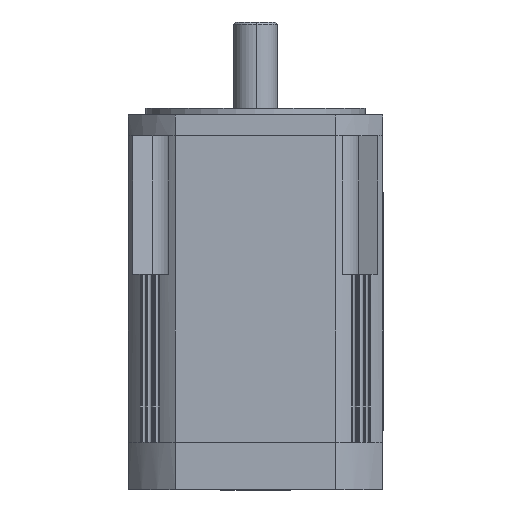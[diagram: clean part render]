
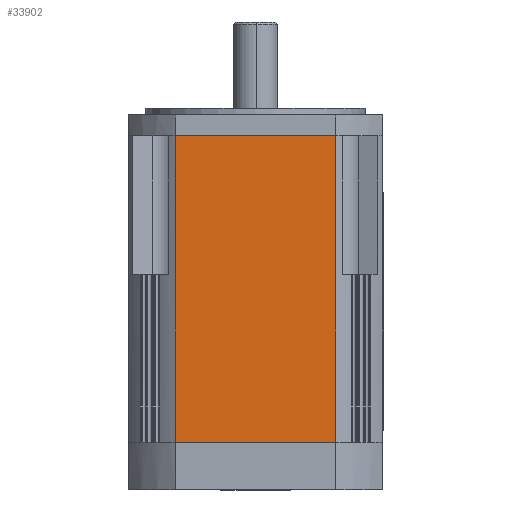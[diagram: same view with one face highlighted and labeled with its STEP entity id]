
A CAD part, front view. The second image highlights one B-rep face of the part: STEP entity #33902.
In plain terms, the highlighted face is planar.
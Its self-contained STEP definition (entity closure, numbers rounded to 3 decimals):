
#29273=CARTESIAN_POINT('',(34.641,-55.0,0.0));
#29274=VERTEX_POINT('',#29273);
#29306=CARTESIAN_POINT('',(-34.641,-55.0,0.0));
#29307=VERTEX_POINT('',#29306);
#29308=CARTESIAN_POINT('',(34.641,-55.0,0.0));
#29309=DIRECTION('',(-1.0,0.0,0.0));
#29310=VECTOR('',#29309,69.282);
#29311=LINE('',#29308,#29310);
#29312=EDGE_CURVE('',#29274,#29307,#29311,.T.);
#30907=CARTESIAN_POINT('',(34.641,-55.0,132.5));
#30908=VERTEX_POINT('',#30907);
#30940=CARTESIAN_POINT('',(-34.641,-55.0,132.5));
#30941=VERTEX_POINT('',#30940);
#30948=CARTESIAN_POINT('',(34.641,-55.0,132.5));
#30949=DIRECTION('',(-1.0,0.0,0.0));
#30950=VECTOR('',#30949,69.282);
#30951=LINE('',#30948,#30950);
#30952=EDGE_CURVE('',#30908,#30941,#30951,.T.);
#32944=CARTESIAN_POINT('',(34.641,-55.0,0.0));
#32945=DIRECTION('',(0.0,0.0,1.0));
#32946=VECTOR('',#32945,132.5);
#32947=LINE('',#32944,#32946);
#32948=EDGE_CURVE('',#29274,#30908,#32947,.T.);
#33373=CARTESIAN_POINT('',(-34.641,-55.0,0.0));
#33374=DIRECTION('',(0.0,0.0,1.0));
#33375=VECTOR('',#33374,132.5);
#33376=LINE('',#33373,#33375);
#33377=EDGE_CURVE('',#29307,#30941,#33376,.T.);
#33891=CARTESIAN_POINT('',(34.641,-55.0,0.0));
#33892=DIRECTION('',(0.0,-1.0,0.0));
#33893=DIRECTION('',(0.0,0.0,-1.0));
#33894=AXIS2_PLACEMENT_3D('',#33891,#33892,#33893);
#33895=PLANE('',#33894);
#33896=ORIENTED_EDGE('',*,*,#30952,.T.);
#33897=ORIENTED_EDGE('',*,*,#33377,.F.);
#33898=ORIENTED_EDGE('',*,*,#29312,.F.);
#33899=ORIENTED_EDGE('',*,*,#32948,.T.);
#33900=EDGE_LOOP('',(#33896,#33897,#33898,#33899));
#33901=FACE_OUTER_BOUND('',#33900,.T.);
#33902=ADVANCED_FACE('',(#33901),#33895,.T.);
